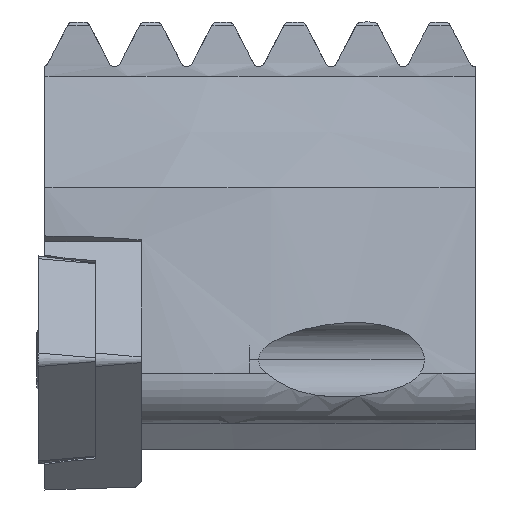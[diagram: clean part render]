
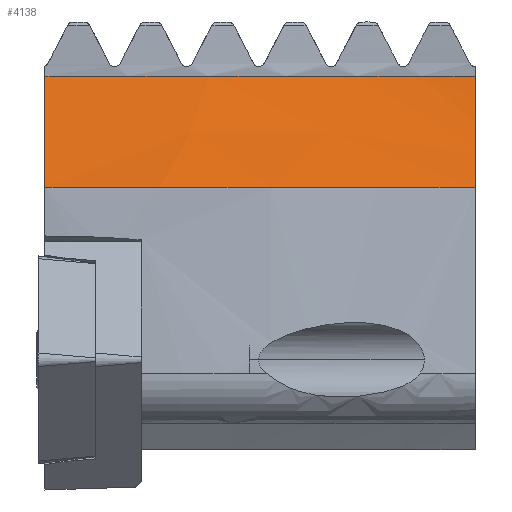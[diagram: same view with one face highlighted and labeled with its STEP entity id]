
A CAD part, left-side view. The second image highlights one B-rep face of the part: STEP entity #4138.
In plain terms, the highlighted conical face has half-angle 60 degrees and reference radius 45 mm.
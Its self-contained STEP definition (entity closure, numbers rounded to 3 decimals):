
#2682=VERTEX_POINT('NONE',#7703);
#3314=VERTEX_POINT('NONE',#8402);
#4138=ADVANCED_FACE('NONE',(#9319),#9320,.T.);
#5466=VERTEX_POINT('NONE',#10763);
#5622=EDGE_CURVE('NONE',#7334,#5466,#10932,.F.);
#5888=EDGE_CURVE('NONE',#7334,#3314,#11222,.F.);
#6704=EDGE_CURVE('NONE',#5466,#2682,#12112,.F.);
#7312=EDGE_CURVE('NONE',#2682,#3314,#12783,.F.);
#7334=VERTEX_POINT('NONE',#12806);
#7703=CARTESIAN_POINT('',(-5.8,-0.2,14.305));
#8402=CARTESIAN_POINT('',(10.3,-0.2,23.6));
#9319=FACE_OUTER_BOUND('',#19732,.T.);
#9320=CONICAL_SURFACE('',#19733,45.0,1.047);
#10763=CARTESIAN_POINT('',(5.932,-36.0,14.305));
#10932=(B_SPLINE_CURVE(2,(#25356,#25357,#25358),.UNSPECIFIED.,.F.,.F.)B_SPLINE_CURVE_WITH_KNOTS((3,3),(2.389,26.383),.UNSPECIFIED.)RATIONAL_B_SPLINE_CURVE((1.006,1.031,1.01))BOUNDED_CURVE()REPRESENTATION_ITEM('')GEOMETRIC_REPRESENTATION_ITEM()CURVE());
#11222=CIRCLE('',#26404,45.0);
#12112=CIRCLE('',#29388,61.1);
#12783=(B_SPLINE_CURVE(2,(#32017,#32018,#32019),.UNSPECIFIED.,.F.,.F.)B_SPLINE_CURVE_WITH_KNOTS((3,3),(3.003,21.526),.UNSPECIFIED.)RATIONAL_B_SPLINE_CURVE((1.004,1.015,1.003))BOUNDED_CURVE()REPRESENTATION_ITEM('')GEOMETRIC_REPRESENTATION_ITEM()CURVE());
#12806=CARTESIAN_POINT('',(28.3,-36.0,23.6));
#19732=EDGE_LOOP('',(#34909,#34910,#34911,#34912));
#19733=AXIS2_PLACEMENT_3D('',#34913,#34914,#34915);
#25356=CARTESIAN_POINT('',(5.932,-36.0,14.305));
#25357=CARTESIAN_POINT('',(18.813,-36.0,20.314));
#25358=CARTESIAN_POINT('',(28.3,-36.0,23.6));
#26404=AXIS2_PLACEMENT_3D('',#36586,#36587,#36588);
#29388=AXIS2_PLACEMENT_3D('',#37457,#37458,#37459);
#32017=CARTESIAN_POINT('',(10.3,-0.2,23.6));
#32018=CARTESIAN_POINT('',(3.472,-0.2,19.658));
#32019=CARTESIAN_POINT('',(-5.8,-0.2,14.305));
#34909=ORIENTED_EDGE('',*,*,#5622,.F.);
#34910=ORIENTED_EDGE('',*,*,#5888,.T.);
#34911=ORIENTED_EDGE('',*,*,#7312,.F.);
#34912=ORIENTED_EDGE('',*,*,#6704,.F.);
#34913=CARTESIAN_POINT('',(55.3,0.,23.6));
#34914=DIRECTION('',(0.,0.,-1.0));
#34915=DIRECTION('',(0.,1.0,0.));
#36586=CARTESIAN_POINT('',(55.3,0.,23.6));
#36587=DIRECTION('',(0.,0.,1.0));
#36588=DIRECTION('',(0.,1.0,0.));
#37457=CARTESIAN_POINT('',(55.3,0.,14.305));
#37458=DIRECTION('',(0.,0.,1.0));
#37459=DIRECTION('',(0.,1.0,0.));
